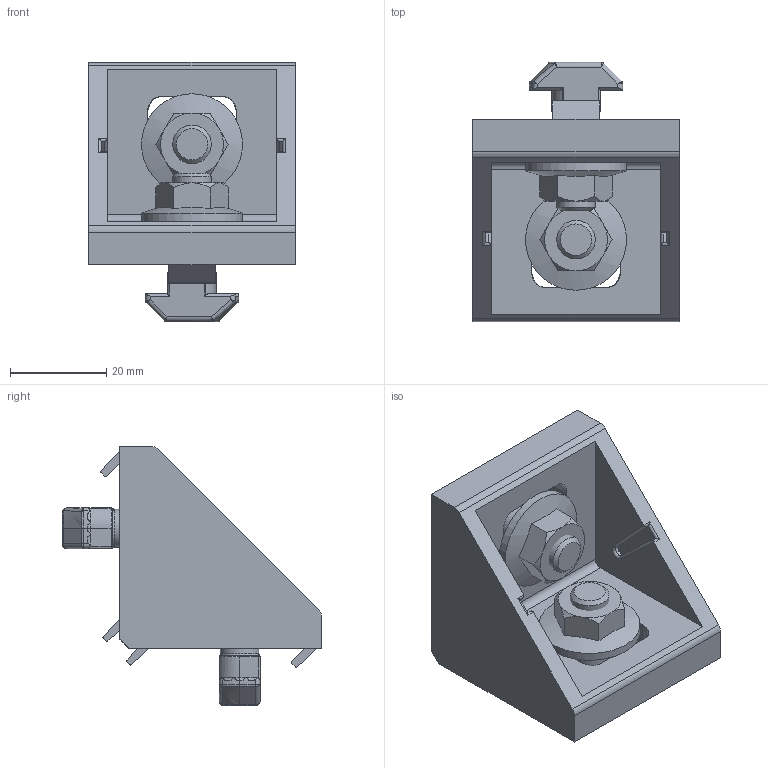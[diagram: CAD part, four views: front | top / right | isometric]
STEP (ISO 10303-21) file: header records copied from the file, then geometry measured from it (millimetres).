
FILE_DESCRIPTION(/* description */ ('Winkel 43x42 inkl. Befestigung'),/* implementation_level */ '2;1');
FILE_NAME(/* name */ '412352009 Winkel 43x42 Set.stp',/* time_stamp */ '2019-11-19T08:58:40+01:00',/* author */ ('wheldmann'),/* organization */ (''),/* preprocessor_version */ 'ST-DEVELOPER v17.2',/* originating_system */ 'Autodesk Inventor 2019',/* authorisation */ '');
FILE_SCHEMA (('AUTOMOTIVE_DESIGN { 1 0 10303 214 3 1 1 }'));
Length unit declared in the file: millimetre
Products named in the file (4): 412352009; 412348526; 412528718; 412345081
Assembly tree (5 placements, depth 2):
  412352009
    412348526
    412528718  x2
    412345081  x2
Bounding box: 42.88 x 53.8 x 53.8 mm (x, y, z)
Volume: 28847.2 mm3; surface area: 17049.4 mm2
Topology: 5 solids, 5 shells, 454 faces, 1201 edges, 734 vertices
Faces by surface type: plane 187, cylinder 153, bspline 56, torus 26, cone 18, sphere 14
Full cylindrical faces by diameter (mm): 6.647 x2, 8 x2, 21 x2
Entity records: 11000 total; most frequent: CARTESIAN_POINT 2885, ORIENTED_EDGE 1690, DIRECTION 1689, EDGE_CURVE 845, AXIS2_PLACEMENT_3D 612, VERTEX_POINT 532, LINE 465, VECTOR 465
